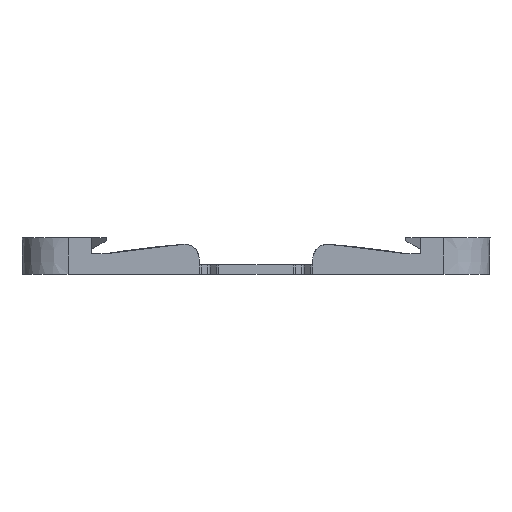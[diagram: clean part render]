
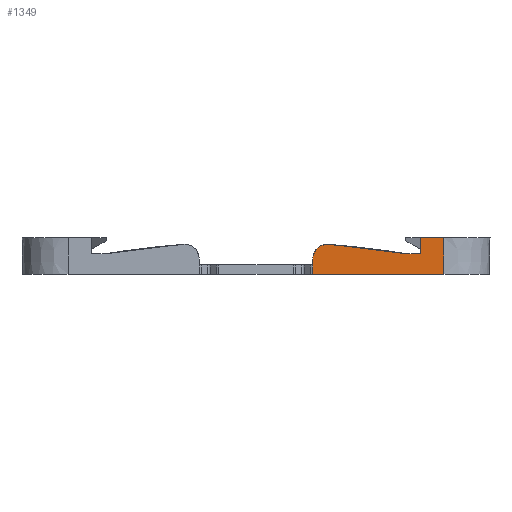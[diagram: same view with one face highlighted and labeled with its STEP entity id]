
A CAD part, front view. The second image highlights one B-rep face of the part: STEP entity #1349.
In plain terms, the highlighted planar face has unit normal (0, -1, -0.009).
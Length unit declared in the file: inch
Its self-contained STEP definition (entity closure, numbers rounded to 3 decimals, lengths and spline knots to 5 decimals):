
#46 = AXIS2_PLACEMENT_3D ( 'NONE', #2380, #924, #5504 ) ;
#61 = CARTESIAN_POINT ( 'NONE',  ( -0.09095, -2.01005, 0.94584 ) ) ;
#112 = CARTESIAN_POINT ( 'NONE',  ( -0.22997, -2.01015, 0.95683 ) ) ;
#127 = EDGE_CURVE ( 'NONE', #4274, #3999, #3375, .T. ) ;
#145 = DIRECTION ( 'NONE',  ( 0.866, 0.004, -0.5 ) ) ;
#229 = DIRECTION ( 'NONE',  ( 0., -0.009, 1. ) ) ;
#532 = ORIENTED_EDGE ( 'NONE', *, *, #3414, .F. ) ;
#580 = ORIENTED_EDGE ( 'NONE', *, *, #1131, .F. ) ;
#650 = CARTESIAN_POINT ( 'NONE',  ( -0.00137, -2.01046, 0.9928 ) ) ;
#672 = CARTESIAN_POINT ( 'NONE',  ( -0.31492, -2.00946, 0.87834 ) ) ;
#678 = CARTESIAN_POINT ( 'NONE',  ( 0.18508, -2.0097, 0.9062 ) ) ;
#685 = LINE ( 'NONE', #2715, #2870 ) ;
#749 = VERTEX_POINT ( 'NONE', #5752 ) ;
#810 = DIRECTION ( 'NONE',  ( 0., -0.009, 1. ) ) ;
#924 = DIRECTION ( 'NONE',  ( 0., -1., -0.009 ) ) ;
#933 = ORIENTED_EDGE ( 'NONE', *, *, #4909, .T. ) ;
#1131 = EDGE_CURVE ( 'NONE', #1620, #1642, #3487, .T. ) ;
#1148 = LINE ( 'NONE', #4754, #4234 ) ;
#1219 = CARTESIAN_POINT ( 'NONE',  ( 0.38239, -2.00909, 0.83533 ) ) ;
#1346 = DIRECTION ( 'NONE',  ( 0., -0.009, 1. ) ) ;
#1349 = ADVANCED_FACE ( 'NONE', ( #4391 ), #4488, .T. ) ;
#1392 = VERTEX_POINT ( 'NONE', #3887 ) ;
#1481 = VERTEX_POINT ( 'NONE', #1497 ) ;
#1497 = CARTESIAN_POINT ( 'NONE',  ( 0.38239, -2.01046, 0.9928 ) ) ;
#1620 = VERTEX_POINT ( 'NONE', #2675 ) ;
#1631 = DIRECTION ( 'NONE',  ( 1., 0., 0. ) ) ;
#1642 = VERTEX_POINT ( 'NONE', #678 ) ;
#1661 = VECTOR ( 'NONE', #810, 39.37008 ) ;
#1714 = VECTOR ( 'NONE', #229, 39.37008 ) ;
#1749 = LINE ( 'NONE', #4436, #3393 ) ;
#1843 = ORIENTED_EDGE ( 'NONE', *, *, #6390, .T. ) ;
#1864 = EDGE_LOOP ( 'NONE', ( #580, #933, #2276, #6563, #5991, #5057, #532, #1843, #2578, #2543 ) ) ;
#1987 = VECTOR ( 'NONE', #5806, 39.37008 ) ;
#2139 = LINE ( 'NONE', #650, #2524 ) ;
#2196 = CARTESIAN_POINT ( 'NONE',  ( -0.27888, -2.01018, 0.9607 ) ) ;
#2198 = EDGE_CURVE ( 'NONE', #1392, #3999, #1749, .T. ) ;
#2276 = ORIENTED_EDGE ( 'NONE', *, *, #127, .T. ) ;
#2380 = CARTESIAN_POINT ( 'NONE',  ( -1.61761, -2.00909, 0.83533 ) ) ;
#2524 = VECTOR ( 'NONE', #1631, 39.37008 ) ;
#2543 = ORIENTED_EDGE ( 'NONE', *, *, #3381, .F. ) ;
#2553 = CARTESIAN_POINT ( 'NONE',  ( 0.04749, -2.0099, 0.92895 ) ) ;
#2578 = ORIENTED_EDGE ( 'NONE', *, *, #4259, .F. ) ;
#2675 = CARTESIAN_POINT ( 'NONE',  ( -0.22997, -2.01015, 0.95683 ) ) ;
#2715 = CARTESIAN_POINT ( 'NONE',  ( -1.61761, -2.00874, 0.79596 ) ) ;
#2746 = LINE ( 'NONE', #4689, #1987 ) ;
#2787 = CARTESIAN_POINT ( 'NONE',  ( -0.31492, -2.00946, 0.87834 ) ) ;
#2870 = VECTOR ( 'NONE', #3680, 39.37008 ) ;
#3375 = LINE ( 'NONE', #5839, #4980 ) ;
#3381 = EDGE_CURVE ( 'NONE', #1642, #3538, #2746, .T. ) ;
#3393 = VECTOR ( 'NONE', #1346, 39.37008 ) ;
#3414 = EDGE_CURVE ( 'NONE', #4393, #1481, #2139, .T. ) ;
#3487 =( BOUNDED_CURVE ( )  B_SPLINE_CURVE ( 3, ( #4161, #61, #2553, #3547 ),
 .UNSPECIFIED., .F., .F. ) 
 B_SPLINE_CURVE_WITH_KNOTS ( ( 4, 4 ),
 ( 3.22048, 3.30551 ),
 .UNSPECIFIED. ) 
 CURVE ( )  GEOMETRIC_REPRESENTATION_ITEM ( )  RATIONAL_B_SPLINE_CURVE ( ( 1., 0.999, 0.999, 1. ) ) 
 REPRESENTATION_ITEM ( '' )  );
#3538 = VERTEX_POINT ( 'NONE', #5870 ) ;
#3547 = CARTESIAN_POINT ( 'NONE',  ( 0.18508, -2.0097, 0.9062 ) ) ;
#3680 = DIRECTION ( 'NONE',  ( 1., 0., 0. ) ) ;
#3874 = LINE ( 'NONE', #1219, #1661 ) ;
#3887 = CARTESIAN_POINT ( 'NONE',  ( -0.31492, -2.00874, 0.79596 ) ) ;
#3999 = VERTEX_POINT ( 'NONE', #4376 ) ;
#4161 = CARTESIAN_POINT ( 'NONE',  ( -0.22997, -2.01015, 0.95683 ) ) ;
#4234 = VECTOR ( 'NONE', #145, 39.37008 ) ;
#4244 = CARTESIAN_POINT ( 'NONE',  ( 0.38239, -2.00874, 0.79596 ) ) ;
#4259 = EDGE_CURVE ( 'NONE', #3538, #749, #5880, .T. ) ;
#4274 = VERTEX_POINT ( 'NONE', #2787 ) ;
#4376 = CARTESIAN_POINT ( 'NONE',  ( -0.31492, -2.00919, 0.84714 ) ) ;
#4391 = FACE_OUTER_BOUND ( 'NONE', #1864, .T. ) ;
#4393 = VERTEX_POINT ( 'NONE', #6345 ) ;
#4436 = CARTESIAN_POINT ( 'NONE',  ( -0.31492, -2.00909, 0.83533 ) ) ;
#4488 = PLANE ( 'NONE',  #46 ) ;
#4689 = CARTESIAN_POINT ( 'NONE',  ( -0.31492, -2.0097, 0.9062 ) ) ;
#4754 = CARTESIAN_POINT ( 'NONE',  ( -1.08208, -2.01718, 1.76283 ) ) ;
#4909 = EDGE_CURVE ( 'NONE', #1620, #4274, #5569, .T. ) ;
#4980 = VECTOR ( 'NONE', #5404, 39.37008 ) ;
#5057 = ORIENTED_EDGE ( 'NONE', *, *, #6459, .T. ) ;
#5292 = CARTESIAN_POINT ( 'NONE',  ( -0.31492, -2.00989, 0.9274 ) ) ;
#5404 = DIRECTION ( 'NONE',  ( 0., 0.009, -1. ) ) ;
#5504 = DIRECTION ( 'NONE',  ( 0., 0.009, -1. ) ) ;
#5569 =( BOUNDED_CURVE ( )  B_SPLINE_CURVE ( 3, ( #112, #2196, #5292, #672 ),
 .UNSPECIFIED., .F., .F. ) 
 B_SPLINE_CURVE_WITH_KNOTS ( ( 4, 4 ),
 ( 6.2043, 7.85398 ),
 .UNSPECIFIED. ) 
 CURVE ( )  GEOMETRIC_REPRESENTATION_ITEM ( )  RATIONAL_B_SPLINE_CURVE ( ( 1., 0.786, 0.786, 1. ) ) 
 REPRESENTATION_ITEM ( '' )  );
#5605 = EDGE_CURVE ( 'NONE', #1392, #6021, #685, .T. ) ;
#5752 = CARTESIAN_POINT ( 'NONE',  ( 0.25837, -2.01043, 0.98891 ) ) ;
#5806 = DIRECTION ( 'NONE',  ( 1., 0., 0. ) ) ;
#5839 = CARTESIAN_POINT ( 'NONE',  ( -0.31492, -2.27134, 30.88632 ) ) ;
#5870 = CARTESIAN_POINT ( 'NONE',  ( 0.25837, -2.0097, 0.9062 ) ) ;
#5880 = LINE ( 'NONE', #6321, #1714 ) ;
#5991 = ORIENTED_EDGE ( 'NONE', *, *, #5605, .T. ) ;
#6021 = VERTEX_POINT ( 'NONE', #4244 ) ;
#6321 = CARTESIAN_POINT ( 'NONE',  ( 0.25837, -2.00909, 0.83533 ) ) ;
#6345 = CARTESIAN_POINT ( 'NONE',  ( 0.25163, -2.01046, 0.9928 ) ) ;
#6390 = EDGE_CURVE ( 'NONE', #4393, #749, #1148, .T. ) ;
#6459 = EDGE_CURVE ( 'NONE', #6021, #1481, #3874, .T. ) ;
#6563 = ORIENTED_EDGE ( 'NONE', *, *, #2198, .F. ) ;
